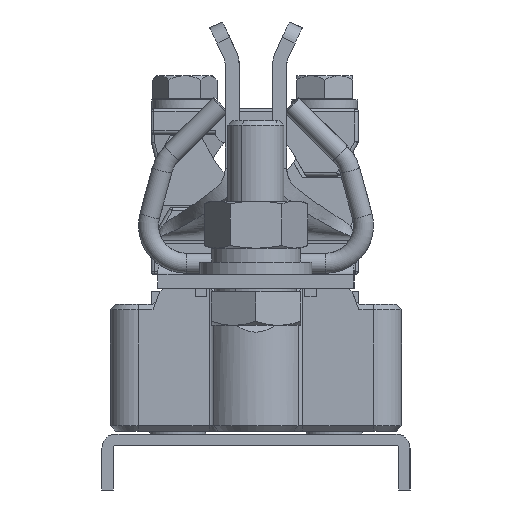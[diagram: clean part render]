
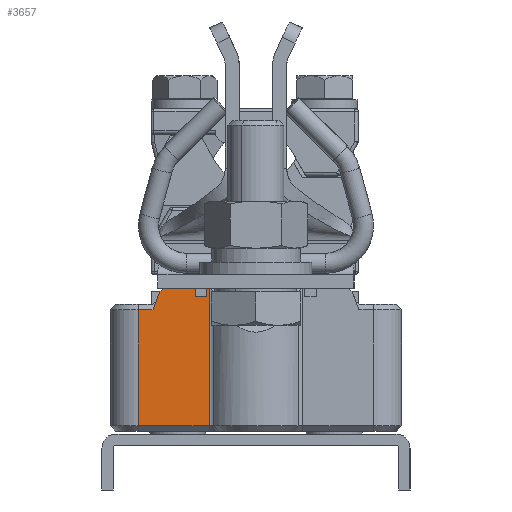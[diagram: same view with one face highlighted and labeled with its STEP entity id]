
A CAD part, front view. The second image highlights one B-rep face of the part: STEP entity #3657.
In plain terms, the highlighted face is planar.
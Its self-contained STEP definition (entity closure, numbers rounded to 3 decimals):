
#1236=DIRECTION('',(-1.,0.,0.));
#1237=VECTOR('',#1236,2.617);
#1238=CARTESIAN_POINT('',(-18.383,22.2,17.5));
#1239=LINE('',#1238,#1237);
#1264=DIRECTION('',(0.819,0.574,0.));
#1265=VECTOR('',#1264,0.819);
#1266=CARTESIAN_POINT('',(-17.171,25.53,17.5));
#1267=LINE('',#1266,#1265);
#1271=DIRECTION('',(1.,0.,0.));
#1272=VECTOR('',#1271,8.148);
#1273=CARTESIAN_POINT('',(-16.5,26.,17.5));
#1274=LINE('',#1273,#1272);
#1278=DIRECTION('',(0.342,0.94,0.));
#1279=VECTOR('',#1278,3.544);
#1280=CARTESIAN_POINT('',(-18.383,22.2,17.5));
#1281=LINE('',#1280,#1279);
#1285=DIRECTION('',(0.,1.,0.));
#1286=VECTOR('',#1285,24.5);
#1287=CARTESIAN_POINT('',(-8.352,1.5,17.5));
#1288=LINE('',#1287,#1286);
#1419=DIRECTION('',(1.,0.,0.));
#1420=VECTOR('',#1419,12.648);
#1421=CARTESIAN_POINT('',(-21.,1.5,17.5));
#1422=LINE('',#1421,#1420);
#1455=DIRECTION('',(0.,-1.,0.));
#1456=VECTOR('',#1455,20.7);
#1457=CARTESIAN_POINT('',(-21.,22.2,17.5));
#1458=LINE('',#1457,#1456);
#2255=CARTESIAN_POINT('',(-8.352,26.,17.5));
#2257=VERTEX_POINT('',#2255);
#2269=CARTESIAN_POINT('',(-16.5,26.,17.5));
#2270=VERTEX_POINT('',#2269);
#2311=CARTESIAN_POINT('',(-18.383,22.2,17.5));
#2312=VERTEX_POINT('',#2311);
#2313=CARTESIAN_POINT('',(-21.,22.2,17.5));
#2314=VERTEX_POINT('',#2313);
#2315=CARTESIAN_POINT('',(-17.171,25.53,17.5));
#2316=VERTEX_POINT('',#2315);
#2317=CARTESIAN_POINT('',(-8.352,1.5,17.5));
#2318=VERTEX_POINT('',#2317);
#2319=CARTESIAN_POINT('',(-21.,1.5,17.5));
#2320=VERTEX_POINT('',#2319);
#3640=CARTESIAN_POINT('',(-26.,0.,17.5));
#3641=DIRECTION('',(0.,0.,1.));
#3642=DIRECTION('',(1.,0.,0.));
#3643=AXIS2_PLACEMENT_3D('',#3640,#3641,#3642);
#3644=PLANE('',#3643);
#3645=ORIENTED_EDGE('',*,*,#3625,.T.);
#3646=ORIENTED_EDGE('',*,*,#3315,.T.);
#3648=ORIENTED_EDGE('',*,*,#3647,.F.);
#3650=ORIENTED_EDGE('',*,*,#3649,.F.);
#3652=ORIENTED_EDGE('',*,*,#3651,.F.);
#3653=ORIENTED_EDGE('',*,*,#3584,.F.);
#3654=ORIENTED_EDGE('',*,*,#3607,.T.);
#3655=EDGE_LOOP('',(#3645,#3646,#3648,#3650,#3652,#3653,#3654));
#3656=FACE_OUTER_BOUND('',#3655,.F.);
#3315=EDGE_CURVE('',#2270,#2257,#1274,.T.);
#3584=EDGE_CURVE('',#2312,#2314,#1239,.T.);
#3607=EDGE_CURVE('',#2312,#2316,#1281,.T.);
#3625=EDGE_CURVE('',#2316,#2270,#1267,.T.);
#3647=EDGE_CURVE('',#2318,#2257,#1288,.T.);
#3649=EDGE_CURVE('',#2320,#2318,#1422,.T.);
#3651=EDGE_CURVE('',#2314,#2320,#1458,.T.);
#3657=ADVANCED_FACE('',(#3656),#3644,.T.);
